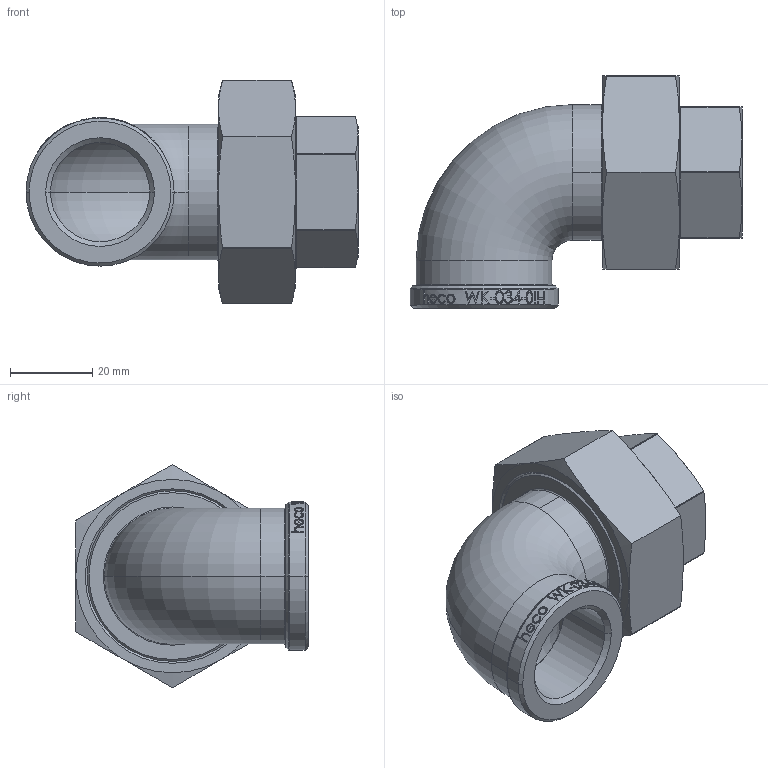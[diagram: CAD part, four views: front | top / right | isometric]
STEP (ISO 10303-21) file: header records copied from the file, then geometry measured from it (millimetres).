
FILE_DESCRIPTION (( 'STEP AP214' ), '1' );
FILE_NAME ('WK-034-0II-I heco.STEP', '2017-09-21T12:18:03', ( '' ), ( '' ), 'SwSTEP 2.0', 'SolidWorks 2016', '' );
FILE_SCHEMA (( 'AUTOMOTIVE_DESIGN' ));
Length unit declared in the file: millimetre
Products named in the file (1): WK-034-0II-I heco
Bounding box: 80.7 x 56.5 x 54.22 mm (x, y, z)
Volume: 46007.5 mm3; surface area: 21082.2 mm2
Topology: 1 solids, 1 shells, 290 faces, 723 edges, 465 vertices
Faces by surface type: plane 85, bspline 84, cylinder 71, cone 32, torus 18
Entity records: 21806 total; most frequent: CARTESIAN_POINT 12439, ORIENTED_EDGE 1446, DIRECTION 1003, EDGE_CURVE 723, VERTEX_POINT 465, AXIS2_PLACEMENT_3D 412, EDGE_LOOP 322, B_SPLINE_CURVE_WITH_KNOTS 303
